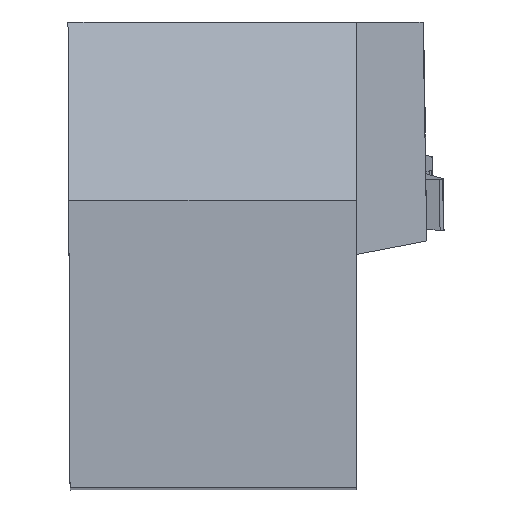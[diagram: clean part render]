
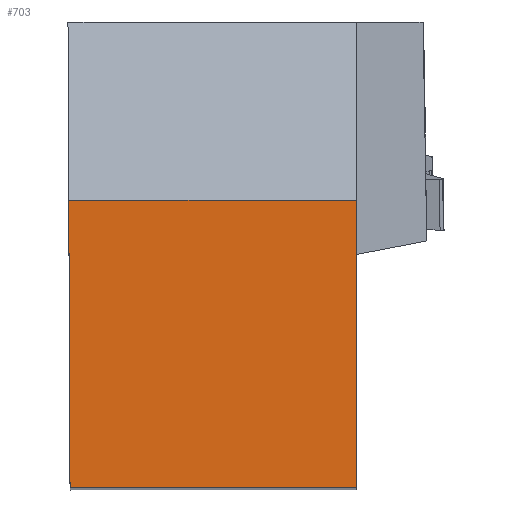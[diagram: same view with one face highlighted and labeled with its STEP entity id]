
A CAD part, top view. The second image highlights one B-rep face of the part: STEP entity #703.
In plain terms, the highlighted planar face has unit normal (0, 0, 1).
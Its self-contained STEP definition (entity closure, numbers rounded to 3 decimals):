
#177=PLANE('',#1955);
#257=FACE_OUTER_BOUND('',#824,.T.);
#428=LINE('',#3100,#608);
#433=LINE('',#3109,#613);
#434=LINE('',#3112,#614);
#435=LINE('',#3113,#615);
#608=VECTOR('',#2408,1.);
#613=VECTOR('',#2417,1.);
#614=VECTOR('',#2418,1.);
#615=VECTOR('',#2419,1.);
#703=ADVANCED_FACE('BLANK_BOXF006',(#257),#177,.F.);
#824=EDGE_LOOP('',(#1265,#1266,#1267,#1268));
#1265=ORIENTED_EDGE('',*,*,#1704,.F.);
#1266=ORIENTED_EDGE('',*,*,#1705,.F.);
#1267=ORIENTED_EDGE('',*,*,#1699,.F.);
#1268=ORIENTED_EDGE('',*,*,#1706,.F.);
#1469=VERTEX_POINT('',#3099);
#1470=VERTEX_POINT('',#3101);
#1472=VERTEX_POINT('',#3110);
#1473=VERTEX_POINT('',#3111);
#1699=EDGE_CURVE('',#1469,#1470,#428,.T.);
#1704=EDGE_CURVE('',#1472,#1473,#433,.T.);
#1705=EDGE_CURVE('',#1470,#1472,#434,.T.);
#1706=EDGE_CURVE('',#1473,#1469,#435,.T.);
#1955=AXIS2_PLACEMENT_3D('',#3114,#2420,#2421);
#2408=DIRECTION('',(-0.004,1.,0.));
#2417=DIRECTION('',(0.,-1.,0.));
#2418=DIRECTION('',(1.,0.,0.));
#2419=DIRECTION('',(-1.,0.,0.));
#2420=DIRECTION('',(0.,0.,-1.));
#2421=DIRECTION('',(0.,1.,0.));
#3099=CARTESIAN_POINT('',(0.139,0.,0.));
#3100=CARTESIAN_POINT('',(0.887,-171.348,0.));
#3101=CARTESIAN_POINT('',(0.,31.85,0.));
#3109=CARTESIAN_POINT('',(31.85,171.35,0.));
#3110=CARTESIAN_POINT('',(31.85,31.85,0.));
#3111=CARTESIAN_POINT('',(31.85,0.,0.));
#3112=CARTESIAN_POINT('',(-171.35,31.85,0.));
#3113=CARTESIAN_POINT('',(171.35,0.,0.));
#3114=CARTESIAN_POINT('',(72.2,51.85,0.));
